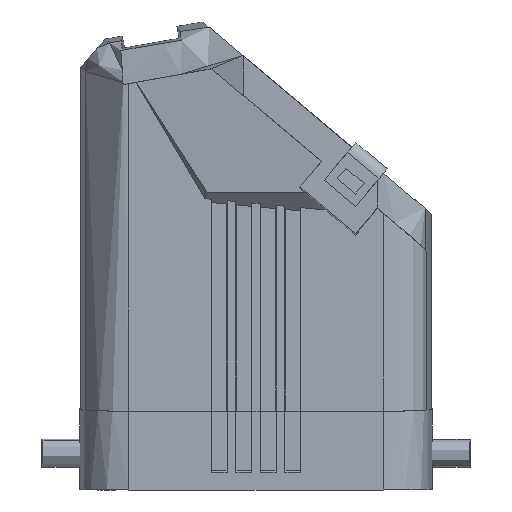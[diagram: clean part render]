
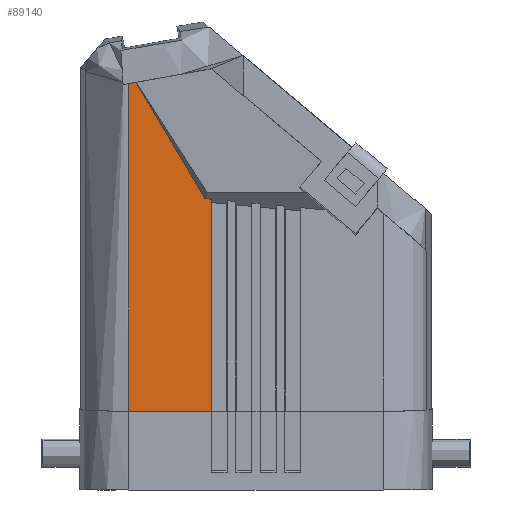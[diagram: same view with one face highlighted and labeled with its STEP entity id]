
A CAD part, left-side view. The second image highlights one B-rep face of the part: STEP entity #89140.
In plain terms, the highlighted face is planar.
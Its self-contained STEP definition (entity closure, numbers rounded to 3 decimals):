
#85080=CARTESIAN_POINT('',(28.796,-13.579,
16.677));
#85090=VERTEX_POINT('',#85080);
#85430=CARTESIAN_POINT('',(42.948,-13.579,
16.677));
#85440=VERTEX_POINT('',#85430);
#85470=CARTESIAN_POINT('',(59.754,-13.579,
16.677));
#85480=DIRECTION('',(1.,0.,0.));
#85490=VECTOR('',#85480,1.);
#85500=LINE('',#85470,#85490);
#85510=EDGE_CURVE('',#85090,#85440,#85500,.T.);
#87000=CARTESIAN_POINT('',(28.796,-49.911,
16.677));
#87010=VERTEX_POINT('',#87000);
#87290=CARTESIAN_POINT('',(28.796,-71.856,
16.677));
#87300=DIRECTION('',(0.,1.,0.));
#87310=VECTOR('',#87300,1.);
#87320=LINE('',#87290,#87310);
#87330=EDGE_CURVE('',#87010,#85090,#87320,.T.);
#88750=CARTESIAN_POINT('',(22.489,-13.579,
16.677));
#88760=DIRECTION('',(0.,0.,1.));
#88770=DIRECTION('',(0.,-1.,0.));
#88780=AXIS2_PLACEMENT_3D('',#88750,#88760,#88770);
#88790=PLANE('',#88780);
#88800=ORIENTED_EDGE('',*,*,#87330,.F.);
#88810=ORIENTED_EDGE('',*,*,#85510,.F.);
#88820=CARTESIAN_POINT('',(42.948,-102.043,
16.677));
#88830=DIRECTION('',(0.,1.,0.));
#88840=VECTOR('',#88830,1.);
#88850=LINE('',#88820,#88840);
#88860=CARTESIAN_POINT('',(42.948,-69.702,
16.677));
#88870=VERTEX_POINT('',#88860);
#88880=EDGE_CURVE('',#88870,#85440,#88850,.T.);
#88890=ORIENTED_EDGE('',*,*,#88880,.T.);
#88900=CARTESIAN_POINT('',(11.098,-75.318,
16.677));
#88910=DIRECTION('',(0.985,0.174,
0.));
#88920=VECTOR('',#88910,1.);
#88930=LINE('',#88900,#88920);
#88940=CARTESIAN_POINT('',(41.733,-69.916,
16.677));
#88950=VERTEX_POINT('',#88940);
#88960=EDGE_CURVE('',#88950,#88870,#88930,.T.);
#88970=ORIENTED_EDGE('',*,*,#88960,.T.);
#88980=CARTESIAN_POINT('',(42.888,-71.864,
16.677));
#88990=DIRECTION('',(-0.51,0.86,
0.));
#89000=VECTOR('',#88990,1.);
#89010=LINE('',#88980,#89000);
#89020=CARTESIAN_POINT('',(29.928,-50.017,
16.677));
#89030=VERTEX_POINT('',#89020);
#89040=EDGE_CURVE('',#88950,#89030,#89010,.T.);
#89050=ORIENTED_EDGE('',*,*,#89040,.F.);
#89060=CARTESIAN_POINT('',(17.556,-48.852,
16.677));
#89070=DIRECTION('',(0.996,-0.094,
0.));
#89080=VECTOR('',#89070,1.);
#89090=LINE('',#89060,#89080);
#89100=EDGE_CURVE('',#87010,#89030,#89090,.T.);
#89110=ORIENTED_EDGE('',*,*,#89100,.T.);
#89120=EDGE_LOOP('',(#89110,#89050,#88970,#88890,#88810,#88800));
#89130=FACE_OUTER_BOUND('',#89120,.T.);
#89140=ADVANCED_FACE('',(#89130),#88790,.T.);
